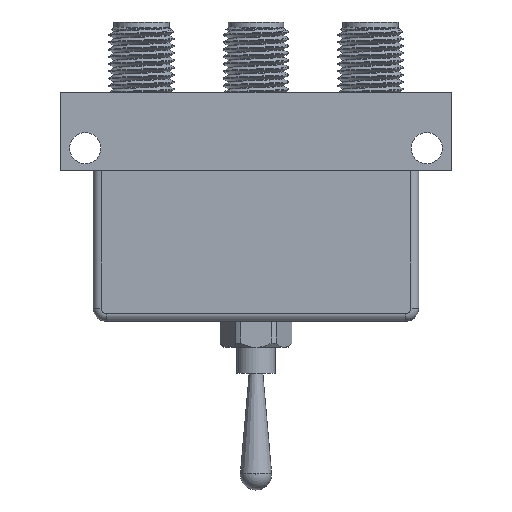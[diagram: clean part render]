
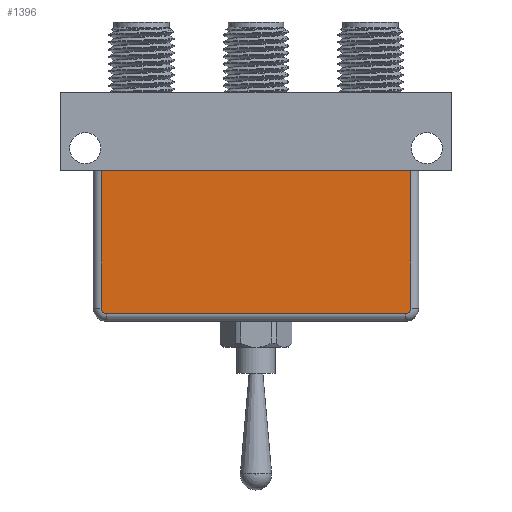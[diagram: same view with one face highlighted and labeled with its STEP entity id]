
A CAD part, front view. The second image highlights one B-rep face of the part: STEP entity #1396.
In plain terms, the highlighted planar face has unit normal (0, -1, 0).
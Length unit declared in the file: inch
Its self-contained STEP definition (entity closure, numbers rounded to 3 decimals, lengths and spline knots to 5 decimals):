
#827 = CARTESIAN_POINT ( 'NONE',  ( -0.595, -0.25, -0.39 ) ) ;
#1396 = ADVANCED_FACE ( 'NONE', ( #40948 ), #31242, .T. ) ;
#1688 = CARTESIAN_POINT ( 'NONE',  ( 0.595, -0.25, 0.14 ) ) ;
#1837 = DIRECTION ( 'NONE',  ( 0., 0., -1. ) ) ;
#3317 = VECTOR ( 'NONE', #16144, 39.37008 ) ;
#4233 = EDGE_LOOP ( 'NONE', ( #14576, #9378, #9572, #27416, #38789, #26559 ) ) ;
#4707 = VERTEX_POINT ( 'NONE', #29238 ) ;
#5437 = LINE ( 'NONE', #40361, #31115 ) ;
#6470 = EDGE_CURVE ( 'NONE', #14237, #32644, #21488, .T. ) ;
#6556 = VECTOR ( 'NONE', #37430, 39.37008 ) ;
#7594 = DIRECTION ( 'NONE',  ( 0., 0., -1. ) ) ;
#7840 = CIRCLE ( 'NONE', #35279, 0.02 ) ;
#7869 = CARTESIAN_POINT ( 'NONE',  ( -0.575, -0.25, -0.39 ) ) ;
#8446 = DIRECTION ( 'NONE',  ( 0., -1., 0. ) ) ;
#9378 = ORIENTED_EDGE ( 'NONE', *, *, #31536, .T. ) ;
#9572 = ORIENTED_EDGE ( 'NONE', *, *, #37047, .T. ) ;
#10460 = CARTESIAN_POINT ( 'NONE',  ( 0., -0.25, 0. ) ) ;
#12367 = LINE ( 'NONE', #44111, #6556 ) ;
#13747 = DIRECTION ( 'NONE',  ( 0., -1., 0. ) ) ;
#14237 = VERTEX_POINT ( 'NONE', #39647 ) ;
#14576 = ORIENTED_EDGE ( 'NONE', *, *, #22123, .T. ) ;
#15637 = EDGE_CURVE ( 'NONE', #31545, #40147, #12367, .T. ) ;
#16144 = DIRECTION ( 'NONE',  ( 1., 0., 0. ) ) ;
#16933 = VERTEX_POINT ( 'NONE', #827 ) ;
#19430 = DIRECTION ( 'NONE',  ( 0., 0., -1. ) ) ;
#19628 = DIRECTION ( 'NONE',  ( -1., 0., 0. ) ) ;
#20514 = CIRCLE ( 'NONE', #42470, 0.02 ) ;
#21488 = LINE ( 'NONE', #36361, #3317 ) ;
#22123 = EDGE_CURVE ( 'NONE', #40147, #4707, #40522, .T. ) ;
#22467 = AXIS2_PLACEMENT_3D ( 'NONE', #10460, #13747, #34347 ) ;
#23001 = CARTESIAN_POINT ( 'NONE',  ( 0.595, -0.25, -0.39 ) ) ;
#25725 = CARTESIAN_POINT ( 'NONE',  ( 0.575, -0.25, -0.39 ) ) ;
#26559 = ORIENTED_EDGE ( 'NONE', *, *, #15637, .T. ) ;
#27416 = ORIENTED_EDGE ( 'NONE', *, *, #6470, .T. ) ;
#27664 = VECTOR ( 'NONE', #19628, 39.37008 ) ;
#29238 = CARTESIAN_POINT ( 'NONE',  ( -0.595, -0.25, 0.14 ) ) ;
#29823 = CARTESIAN_POINT ( 'NONE',  ( 0., -0.25, 0.14 ) ) ;
#31115 = VECTOR ( 'NONE', #19430, 39.37008 ) ;
#31242 = PLANE ( 'NONE',  #22467 ) ;
#31536 = EDGE_CURVE ( 'NONE', #4707, #16933, #5437, .T. ) ;
#31545 = VERTEX_POINT ( 'NONE', #23001 ) ;
#32644 = VERTEX_POINT ( 'NONE', #34111 ) ;
#34111 = CARTESIAN_POINT ( 'NONE',  ( 0.575, -0.25, -0.41 ) ) ;
#34347 = DIRECTION ( 'NONE',  ( 0., 0., -1. ) ) ;
#35196 = DIRECTION ( 'NONE',  ( 0., -1., 0. ) ) ;
#35279 = AXIS2_PLACEMENT_3D ( 'NONE', #7869, #35196, #7594 ) ;
#36361 = CARTESIAN_POINT ( 'NONE',  ( 0.575, -0.25, -0.41 ) ) ;
#37047 = EDGE_CURVE ( 'NONE', #16933, #14237, #7840, .T. ) ;
#37430 = DIRECTION ( 'NONE',  ( 0., 0., 1. ) ) ;
#38789 = ORIENTED_EDGE ( 'NONE', *, *, #39937, .T. ) ;
#39647 = CARTESIAN_POINT ( 'NONE',  ( -0.575, -0.25, -0.41 ) ) ;
#39937 = EDGE_CURVE ( 'NONE', #32644, #31545, #20514, .T. ) ;
#40147 = VERTEX_POINT ( 'NONE', #1688 ) ;
#40361 = CARTESIAN_POINT ( 'NONE',  ( -0.595, -0.25, -0.39 ) ) ;
#40522 = LINE ( 'NONE', #29823, #27664 ) ;
#40948 = FACE_OUTER_BOUND ( 'NONE', #4233, .T. ) ;
#42470 = AXIS2_PLACEMENT_3D ( 'NONE', #25725, #8446, #1837 ) ;
#44111 = CARTESIAN_POINT ( 'NONE',  ( 0.595, -0.25, 0.14 ) ) ;
